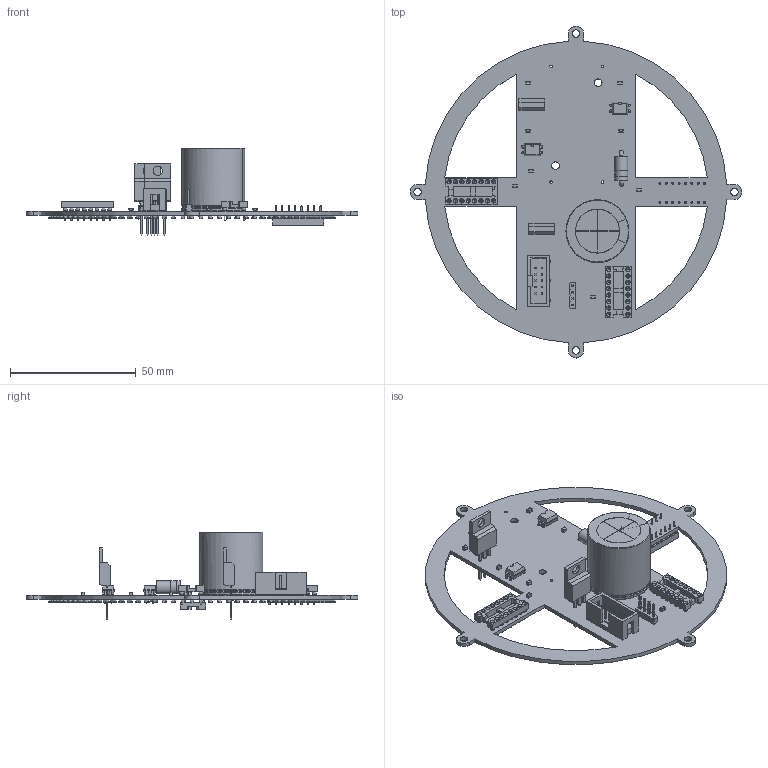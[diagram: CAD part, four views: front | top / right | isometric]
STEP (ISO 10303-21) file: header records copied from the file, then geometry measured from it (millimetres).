
FILE_DESCRIPTION(('KiCad electronic assembly'),'2;1');
FILE_NAME('RoboBallersLinePCB.step','2024-12-01T22:25:52',('Pcbnew'),( 'Kicad'),'Open CASCADE STEP processor 7.8','KiCad to STEP converter' ,'Unknown');
FILE_SCHEMA(('AUTOMOTIVE_DESIGN { 1 0 10303 214 1 1 1 1 }'));
Length unit declared in the file: millimetre
Products named in the file (18): RoboBallersLinePCB 1; DIP-16_W7.62mm_Socket; DIP_16_W762mm_Socket; PinHeader_1x04_P2.54mm_Vertical; PinHeader_1x04_P254mm_Vertical; C_0805_2012Metric; DIP-4_W7.62mm; IDC-Header_2x05_P2.54mm_Vertical; IDC_Header_2x05_P254mm_Vertical; TO-220-3_Vertical; D_DO-201AD_P12.70mm_Horizontal; CP_Radial_D25.0mm_P10.00mm_SnapIn; CP_Radial_D250mm_P1000mm_SnapIn; _autosave-RoboBallersLinePCB_PCB
Assembly tree (124 placements, depth 3):
  RoboBallersLinePCB 1
    DIP-16_W7.62mm_Socket  x3
      DIP_16_W762mm_Socket
    PinHeader_1x04_P2.54mm_Vertical
      PinHeader_1x04_P254mm_Vertical
    C_0805_2012Metric  x104
      C_0805_2012Metric
    DIP-4_W7.62mm  x2
      DIP-4_W7.62mm
    IDC-Header_2x05_P2.54mm_Vertical
      IDC_Header_2x05_P254mm_Vertical
    TO-220-3_Vertical  x2
      TO-220-3_Vertical
    D_DO-201AD_P12.70mm_Horizontal
      D_DO-201AD_P12.70mm_Horizontal
    CP_Radial_D25.0mm_P10.00mm_SnapIn
      CP_Radial_D250mm_P1000mm_SnapIn
    _autosave-RoboBallersLinePCB_PCB
Bounding box: 132 x 132 x 34.75 mm (x, y, z)
Volume: 28921.9 mm3; surface area: 28758 mm2
Topology: 116 solids, 117 shells, 4373 faces, 10738 edges, 7082 vertices
Faces by surface type: plane 2550, cylinder 1632, cone 144, bspline 38, revolution 5, torus 4
Full cylindrical faces by diameter (mm): 0.508 x96, 0.8 x56, 1 x24, 1.1 x6, 1.3 x4, 1.524 x48, 1.6 x2, 1.7 x2, 1.724 x48, 2 x2, 3 x6, 3.735 x2, 5.2 x2, 5.22 x1
Entity records: 33852 total; most frequent: CARTESIAN_POINT 5803, DIRECTION 4632, ORIENTED_EDGE 4280, EDGE_CURVE 2140, AXIS2_PLACEMENT_3D 1560, LINE 1507, VECTOR 1507, VERTEX_POINT 1382
